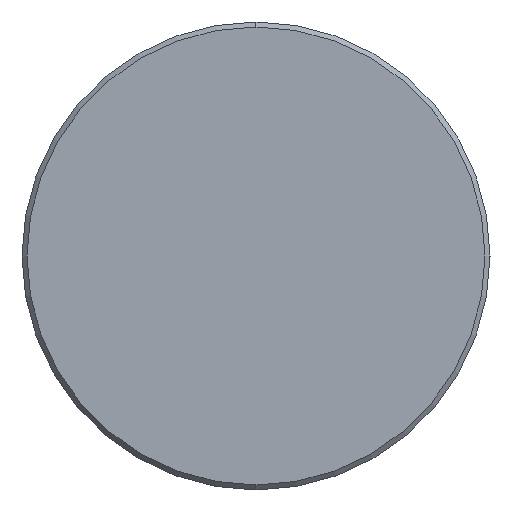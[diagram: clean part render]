
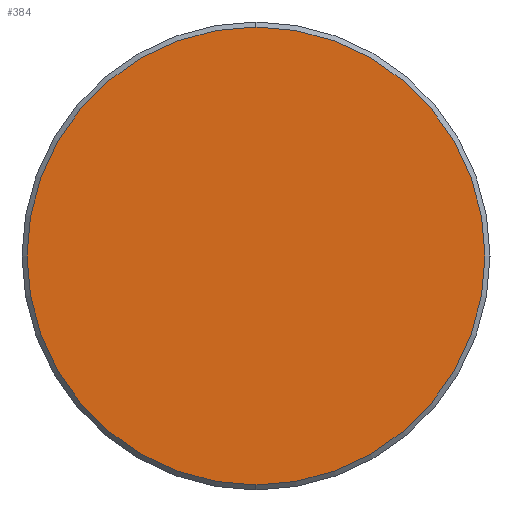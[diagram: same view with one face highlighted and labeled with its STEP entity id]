
A CAD part, left-side view. The second image highlights one B-rep face of the part: STEP entity #384.
In plain terms, the highlighted planar face has unit normal (-1, 0, 0).
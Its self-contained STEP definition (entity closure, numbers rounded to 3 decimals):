
#27 = DIRECTION ( 'NONE',  ( -1., 0., 0. ) ) ;
#40 = AXIS2_PLACEMENT_3D ( 'NONE', #537, #27, #188 ) ;
#70 = DIRECTION ( 'NONE',  ( 0., 0., -1. ) ) ;
#83 = CARTESIAN_POINT ( 'NONE',  ( 0., 0., 0. ) ) ;
#125 = DIRECTION ( 'NONE',  ( -1., 0., 0. ) ) ;
#142 = CIRCLE ( 'NONE', #264, 13.7 ) ;
#147 = CARTESIAN_POINT ( 'NONE',  ( 0., 0., 13.7 ) ) ;
#151 = VERTEX_POINT ( 'NONE', #147 ) ;
#188 = DIRECTION ( 'NONE',  ( 0., 0., 1. ) ) ;
#198 = ORIENTED_EDGE ( 'NONE', *, *, #356, .T. ) ;
#200 = FACE_OUTER_BOUND ( 'NONE', #297, .T. ) ;
#264 = AXIS2_PLACEMENT_3D ( 'NONE', #680, #125, #633 ) ;
#297 = EDGE_LOOP ( 'NONE', ( #678, #198 ) ) ;
#311 = CIRCLE ( 'NONE', #40, 13.7 ) ;
#356 = EDGE_CURVE ( 'NONE', #151, #609, #142, .T. ) ;
#384 = ADVANCED_FACE ( 'NONE', ( #200 ), #534, .F. ) ;
#425 = EDGE_CURVE ( 'NONE', #609, #151, #311, .T. ) ;
#534 = PLANE ( 'NONE',  #656 ) ;
#537 = CARTESIAN_POINT ( 'NONE',  ( 0., 0., 0. ) ) ;
#553 = CARTESIAN_POINT ( 'NONE',  ( 0., 0., -13.7 ) ) ;
#590 = DIRECTION ( 'NONE',  ( 1., 0., 0. ) ) ;
#609 = VERTEX_POINT ( 'NONE', #553 ) ;
#633 = DIRECTION ( 'NONE',  ( 0., 0., 1. ) ) ;
#656 = AXIS2_PLACEMENT_3D ( 'NONE', #83, #590, #70 ) ;
#678 = ORIENTED_EDGE ( 'NONE', *, *, #425, .T. ) ;
#680 = CARTESIAN_POINT ( 'NONE',  ( 0., 0., 0. ) ) ;
